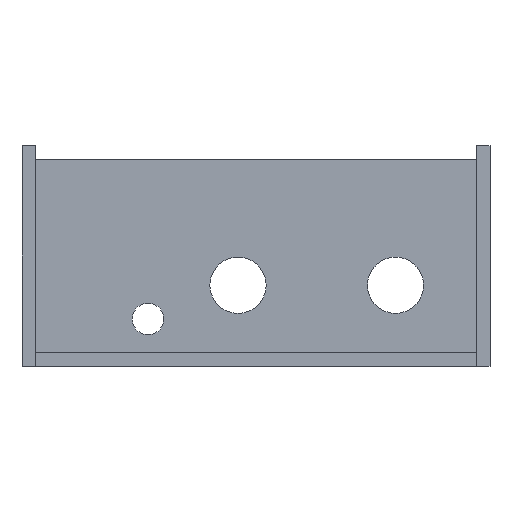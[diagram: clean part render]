
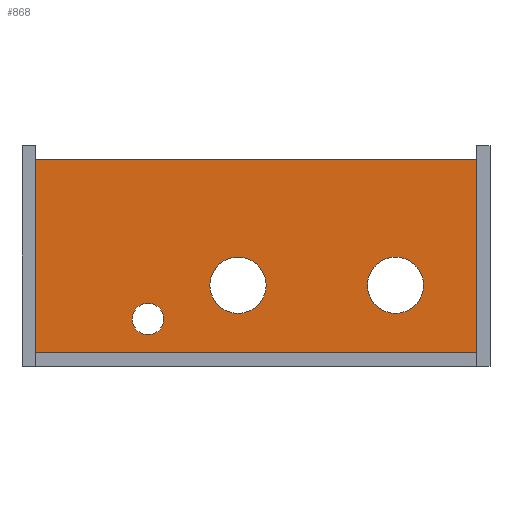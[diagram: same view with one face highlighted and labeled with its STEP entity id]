
A CAD part, front view. The second image highlights one B-rep face of the part: STEP entity #868.
In plain terms, the highlighted planar face has unit normal (0, -1, 0).
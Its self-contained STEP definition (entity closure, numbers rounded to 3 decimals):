
#31=FACE_BOUND('',#203,.T.);
#32=FACE_BOUND('',#204,.T.);
#33=FACE_BOUND('',#205,.T.);
#65=PLANE('',#948);
#84=CIRCLE('',#937,3.5);
#86=CIRCLE('',#940,6.25);
#88=CIRCLE('',#943,6.25);
#145=FACE_OUTER_BOUND('',#202,.T.);
#202=EDGE_LOOP('',(#803,#804,#805,#806));
#203=EDGE_LOOP('',(#807));
#204=EDGE_LOOP('',(#808));
#205=EDGE_LOOP('',(#809));
#281=LINE('',#1699,#364);
#285=LINE('',#1707,#368);
#288=LINE('',#1713,#371);
#291=LINE('',#1718,#374);
#364=VECTOR('',#1139,10.);
#368=VECTOR('',#1145,10.);
#371=VECTOR('',#1150,10.);
#374=VECTOR('',#1155,10.);
#453=VERTEX_POINT('',#1681);
#455=VERTEX_POINT('',#1687);
#457=VERTEX_POINT('',#1693);
#458=VERTEX_POINT('',#1697);
#459=VERTEX_POINT('',#1698);
#462=VERTEX_POINT('',#1706);
#464=VERTEX_POINT('',#1712);
#564=EDGE_CURVE('',#453,#453,#84,.T.);
#567=EDGE_CURVE('',#455,#455,#86,.T.);
#570=EDGE_CURVE('',#457,#457,#88,.T.);
#571=EDGE_CURVE('',#458,#459,#281,.T.);
#575=EDGE_CURVE('',#462,#458,#285,.T.);
#578=EDGE_CURVE('',#464,#462,#288,.T.);
#581=EDGE_CURVE('',#459,#464,#291,.T.);
#803=ORIENTED_EDGE('',*,*,#581,.F.);
#804=ORIENTED_EDGE('',*,*,#571,.F.);
#805=ORIENTED_EDGE('',*,*,#575,.F.);
#806=ORIENTED_EDGE('',*,*,#578,.F.);
#807=ORIENTED_EDGE('',*,*,#570,.T.);
#808=ORIENTED_EDGE('',*,*,#567,.T.);
#809=ORIENTED_EDGE('',*,*,#564,.T.);
#868=ADVANCED_FACE('',(#145,#31,#32,#33),#65,.T.);
#937=AXIS2_PLACEMENT_3D('',#1683,#1121,#1122);
#940=AXIS2_PLACEMENT_3D('',#1689,#1128,#1129);
#943=AXIS2_PLACEMENT_3D('',#1695,#1135,#1136);
#948=AXIS2_PLACEMENT_3D('',#1720,#1157,#1158);
#1121=DIRECTION('center_axis',(0.,1.,0.));
#1122=DIRECTION('ref_axis',(1.,0.,0.));
#1128=DIRECTION('center_axis',(0.,1.,0.));
#1129=DIRECTION('ref_axis',(1.,0.,0.));
#1135=DIRECTION('center_axis',(0.,1.,0.));
#1136=DIRECTION('ref_axis',(1.,0.,0.));
#1139=DIRECTION('',(1.,0.,0.));
#1145=DIRECTION('',(0.,0.,1.));
#1150=DIRECTION('',(-1.,0.,0.));
#1155=DIRECTION('',(0.,0.,-1.));
#1157=DIRECTION('center_axis',(0.,-1.,0.));
#1158=DIRECTION('ref_axis',(1.,0.,0.));
#1681=CARTESIAN_POINT('',(21.5,-105.,7.5));
#1683=CARTESIAN_POINT('Origin',(25.,-105.,7.5));
#1687=CARTESIAN_POINT('',(38.75,-105.,15.));
#1689=CARTESIAN_POINT('Origin',(45.,-105.,15.));
#1693=CARTESIAN_POINT('',(73.75,-105.,15.));
#1695=CARTESIAN_POINT('Origin',(80.,-105.,15.));
#1697=CARTESIAN_POINT('',(0.,-105.,43.));
#1698=CARTESIAN_POINT('',(98.,-105.,43.));
#1699=CARTESIAN_POINT('',(0.,-105.,43.));
#1706=CARTESIAN_POINT('',(0.,-105.,0.));
#1707=CARTESIAN_POINT('',(0.,-105.,-3.));
#1712=CARTESIAN_POINT('',(98.,-105.,0.));
#1713=CARTESIAN_POINT('',(98.,-105.,0.));
#1718=CARTESIAN_POINT('',(98.,-105.,43.));
#1720=CARTESIAN_POINT('Origin',(49.,-105.,21.5));
